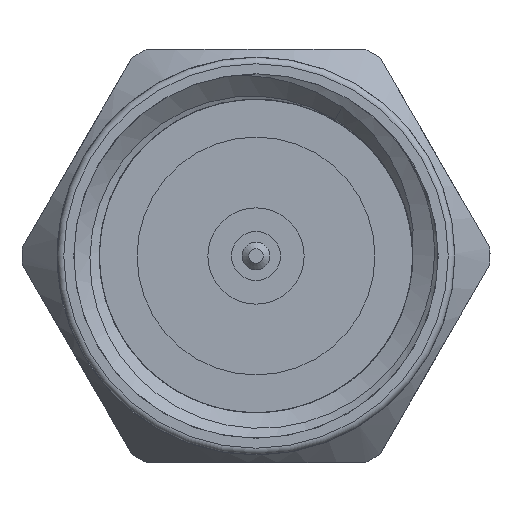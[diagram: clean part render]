
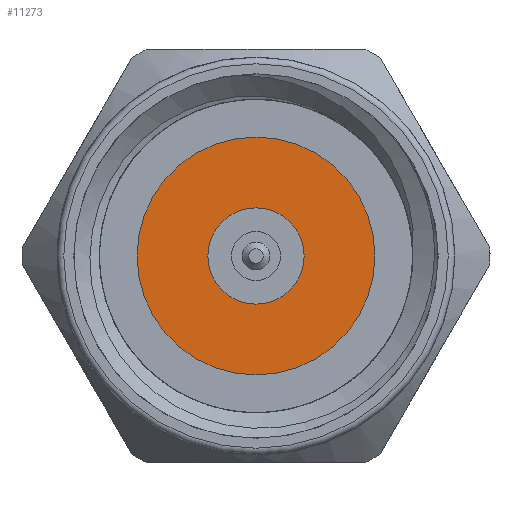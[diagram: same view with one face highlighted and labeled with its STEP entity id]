
A CAD part, left-side view. The second image highlights one B-rep face of the part: STEP entity #11273.
In plain terms, the highlighted planar face has unit normal (-1, 0, 0).
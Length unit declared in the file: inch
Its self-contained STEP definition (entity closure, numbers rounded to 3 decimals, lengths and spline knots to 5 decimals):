
#87 = CARTESIAN_POINT ( 'NONE',  ( 0.09, 0., 0. ) ) ;
#177 = CARTESIAN_POINT ( 'NONE',  ( 0.09, 0.045, -0.07794 ) ) ;
#373 = DIRECTION ( 'NONE',  ( 1., 0., 0. ) ) ;
#1835 = CIRCLE ( 'NONE', #2246, 0.09 ) ;
#1990 = FACE_OUTER_BOUND ( 'NONE', #8042, .T. ) ;
#2048 = AXIS2_PLACEMENT_3D ( 'NONE', #11788, #9954, #6111 ) ;
#2214 = VERTEX_POINT ( 'NONE', #177 ) ;
#2246 = AXIS2_PLACEMENT_3D ( 'NONE', #10194, #373, #7192 ) ;
#2761 = ORIENTED_EDGE ( 'NONE', *, *, #10905, .F. ) ;
#3325 = ORIENTED_EDGE ( 'NONE', *, *, #5736, .F. ) ;
#5477 = VERTEX_POINT ( 'NONE', #12452 ) ;
#5736 = EDGE_CURVE ( 'NONE', #2214, #2214, #1835, .T. ) ;
#5986 = PLANE ( 'NONE',  #2048 ) ;
#6111 = DIRECTION ( 'NONE',  ( 0., 0.5, -0.866 ) ) ;
#6787 = EDGE_LOOP ( 'NONE', ( #2761 ) ) ;
#6909 = DIRECTION ( 'NONE',  ( 0., 0.5, -0.866 ) ) ;
#7192 = DIRECTION ( 'NONE',  ( 0., 0.5, -0.866 ) ) ;
#8042 = EDGE_LOOP ( 'NONE', ( #3325 ) ) ;
#8310 = CIRCLE ( 'NONE', #12255, 0.03642 ) ;
#9954 = DIRECTION ( 'NONE',  ( 1., 0., 0. ) ) ;
#10194 = CARTESIAN_POINT ( 'NONE',  ( 0.09, 0., 0. ) ) ;
#10905 = EDGE_CURVE ( 'NONE', #5477, #5477, #8310, .T. ) ;
#10936 = FACE_BOUND ( 'NONE', #6787, .T. ) ;
#11273 = ADVANCED_FACE ( 'NONE', ( #10936, #1990 ), #5986, .F. ) ;
#11788 = CARTESIAN_POINT ( 'NONE',  ( 0.09, 0.13027, 0.07521 ) ) ;
#12255 = AXIS2_PLACEMENT_3D ( 'NONE', #87, #12906, #6909 ) ;
#12452 = CARTESIAN_POINT ( 'NONE',  ( 0.09, 0.01821, -0.03154 ) ) ;
#12906 = DIRECTION ( 'NONE',  ( -1., 0., 0. ) ) ;
